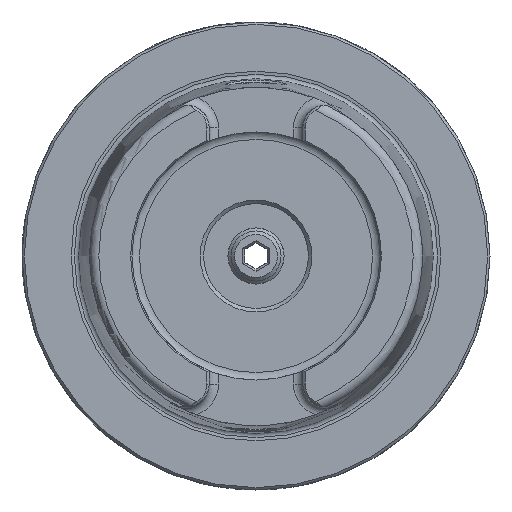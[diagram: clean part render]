
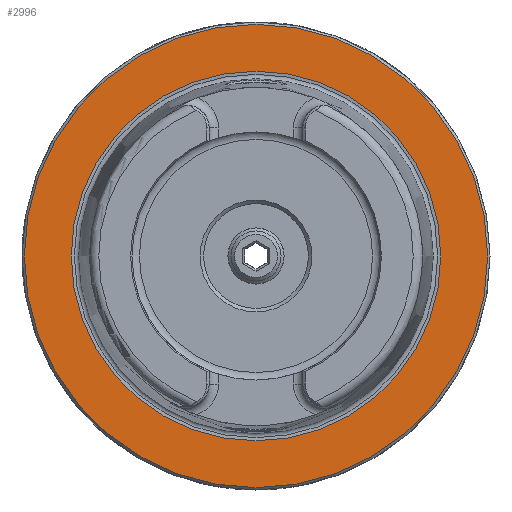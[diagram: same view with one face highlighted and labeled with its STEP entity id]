
A CAD part, left-side view. The second image highlights one B-rep face of the part: STEP entity #2996.
In plain terms, the highlighted planar face has unit normal (-1, 0, 0).
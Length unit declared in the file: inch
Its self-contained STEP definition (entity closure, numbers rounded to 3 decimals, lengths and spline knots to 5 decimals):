
#638=PLANE('',#3224);
#728=FACE_BOUND('',#1059,.T.);
#832=FACE_OUTER_BOUND('',#1058,.T.);
#1058=EDGE_LOOP('',(#2330));
#1059=EDGE_LOOP('',(#2331));
#1280=CIRCLE('',#3223,1.94882);
#1281=CIRCLE('',#3225,1.55442);
#1515=VERTEX_POINT('',#5887);
#1516=VERTEX_POINT('',#5890);
#1832=EDGE_CURVE('',#1515,#1515,#1280,.T.);
#1833=EDGE_CURVE('',#1516,#1516,#1281,.T.);
#2330=ORIENTED_EDGE('',*,*,#1832,.F.);
#2331=ORIENTED_EDGE('',*,*,#1833,.T.);
#2996=ADVANCED_FACE('',(#832,#728),#638,.T.);
#3223=AXIS2_PLACEMENT_3D('',#5888,#3700,#3701);
#3224=AXIS2_PLACEMENT_3D('',#5889,#3702,#3703);
#3225=AXIS2_PLACEMENT_3D('',#5891,#3704,#3705);
#3700=DIRECTION('center_axis',(1.,0.,0.));
#3701=DIRECTION('ref_axis',(0.,-1.,0.));
#3702=DIRECTION('center_axis',(-1.,0.,0.));
#3703=DIRECTION('ref_axis',(0.,0.,1.));
#3704=DIRECTION('center_axis',(1.,0.,0.));
#3705=DIRECTION('ref_axis',(0.,1.,0.));
#5887=CARTESIAN_POINT('',(0.,1.94882,0.));
#5888=CARTESIAN_POINT('Origin',(0.,0.,0.));
#5889=CARTESIAN_POINT('Origin',(0.,0.98425,0.));
#5890=CARTESIAN_POINT('',(0.,1.55442,0.));
#5891=CARTESIAN_POINT('Origin',(0.,0.,0.));
